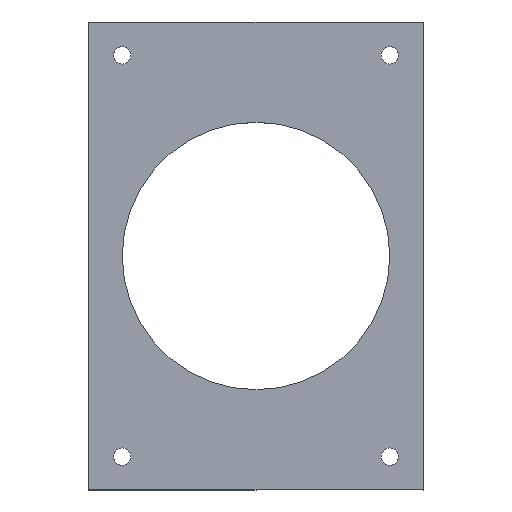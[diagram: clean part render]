
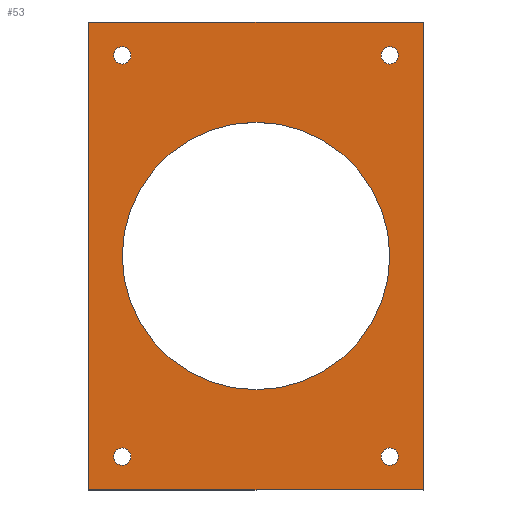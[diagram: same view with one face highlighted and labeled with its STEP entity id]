
A CAD part, top view. The second image highlights one B-rep face of the part: STEP entity #53.
In plain terms, the highlighted face is planar.
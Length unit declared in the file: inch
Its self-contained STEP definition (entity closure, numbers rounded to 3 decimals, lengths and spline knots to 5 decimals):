
#2 = VECTOR ( 'NONE', #315, 39.37008 ) ;
#3 = AXIS2_PLACEMENT_3D ( 'NONE', #345, #465, #336 ) ;
#9 = CARTESIAN_POINT ( 'NONE',  ( 14., 0., -0.25 ) ) ;
#19 = EDGE_CURVE ( 'NONE', #124, #508, #235, .T. ) ;
#20 = CIRCLE ( 'NONE', #261, 0.2578 ) ;
#24 = VERTEX_POINT ( 'NONE', #224 ) ;
#28 = ORIENTED_EDGE ( 'NONE', *, *, #363, .T. ) ;
#35 = DIRECTION ( 'NONE',  ( 0., 1., 0. ) ) ;
#37 = EDGE_CURVE ( 'NONE', #214, #514, #42, .T. ) ;
#39 = FACE_BOUND ( 'NONE', #464, .T. ) ;
#40 = DIRECTION ( 'NONE',  ( 0., 0., -1. ) ) ;
#42 = CIRCLE ( 'NONE', #511, 0.2578 ) ;
#46 = CARTESIAN_POINT ( 'NONE',  ( 13., -9., -0.25 ) ) ;
#53 = ADVANCED_FACE ( 'NONE', ( #39, #288, #152, #545, #369, #195 ), #56, .F. ) ;
#56 = PLANE ( 'NONE',  #192 ) ;
#60 = CARTESIAN_POINT ( 'NONE',  ( 1., -0.7422, -0.25 ) ) ;
#64 = AXIS2_PLACEMENT_3D ( 'NONE', #46, #232, #262 ) ;
#73 = CARTESIAN_POINT ( 'NONE',  ( 13., -9., -0.25 ) ) ;
#79 = EDGE_LOOP ( 'NONE', ( #228, #153 ) ) ;
#81 = CARTESIAN_POINT ( 'NONE',  ( 0., -10., -0.25 ) ) ;
#86 = CARTESIAN_POINT ( 'NONE',  ( 1., -9., -0.25 ) ) ;
#98 = VERTEX_POINT ( 'NONE', #202 ) ;
#103 = CARTESIAN_POINT ( 'NONE',  ( 1., -1., -0.25 ) ) ;
#110 = ORIENTED_EDGE ( 'NONE', *, *, #138, .F. ) ;
#119 = DIRECTION ( 'NONE',  ( 0., 0., -1. ) ) ;
#124 = VERTEX_POINT ( 'NONE', #500 ) ;
#128 = ORIENTED_EDGE ( 'NONE', *, *, #385, .T. ) ;
#130 = CARTESIAN_POINT ( 'NONE',  ( 13., -1.2578, -0.25 ) ) ;
#135 = DIRECTION ( 'NONE',  ( 0., 0., -1. ) ) ;
#137 = CIRCLE ( 'NONE', #3, 4. ) ;
#138 = EDGE_CURVE ( 'NONE', #393, #150, #155, .T. ) ;
#140 = VERTEX_POINT ( 'NONE', #9 ) ;
#141 = CARTESIAN_POINT ( 'NONE',  ( 1., -1., -0.25 ) ) ;
#142 = CARTESIAN_POINT ( 'NONE',  ( 0., 0., -0.25 ) ) ;
#143 = ORIENTED_EDGE ( 'NONE', *, *, #444, .F. ) ;
#144 = LINE ( 'NONE', #81, #504 ) ;
#147 = AXIS2_PLACEMENT_3D ( 'NONE', #141, #314, #188 ) ;
#149 = DIRECTION ( 'NONE',  ( 0., 0., 1. ) ) ;
#150 = VERTEX_POINT ( 'NONE', #60 ) ;
#152 = FACE_BOUND ( 'NONE', #317, .T. ) ;
#153 = ORIENTED_EDGE ( 'NONE', *, *, #457, .F. ) ;
#155 = CIRCLE ( 'NONE', #334, 0.2578 ) ;
#157 = CARTESIAN_POINT ( 'NONE',  ( 7., -5., -0.25 ) ) ;
#167 = CARTESIAN_POINT ( 'NONE',  ( 14., 0., -0.25 ) ) ;
#168 = ORIENTED_EDGE ( 'NONE', *, *, #379, .F. ) ;
#174 = ORIENTED_EDGE ( 'NONE', *, *, #182, .F. ) ;
#179 = ORIENTED_EDGE ( 'NONE', *, *, #404, .F. ) ;
#182 = EDGE_CURVE ( 'NONE', #357, #517, #289, .T. ) ;
#183 = CIRCLE ( 'NONE', #560, 0.2578 ) ;
#188 = DIRECTION ( 'NONE',  ( 0., 1., 0. ) ) ;
#190 = ORIENTED_EDGE ( 'NONE', *, *, #342, .F. ) ;
#192 = AXIS2_PLACEMENT_3D ( 'NONE', #505, #149, #556 ) ;
#195 = FACE_BOUND ( 'NONE', #279, .T. ) ;
#202 = CARTESIAN_POINT ( 'NONE',  ( 14., -10., -0.25 ) ) ;
#210 = CARTESIAN_POINT ( 'NONE',  ( 13., -0.7422, -0.25 ) ) ;
#214 = VERTEX_POINT ( 'NONE', #391 ) ;
#216 = EDGE_LOOP ( 'NONE', ( #28, #245, #128, #559 ) ) ;
#223 = LINE ( 'NONE', #480, #281 ) ;
#224 = CARTESIAN_POINT ( 'NONE',  ( 13., -9.2578, -0.25 ) ) ;
#228 = ORIENTED_EDGE ( 'NONE', *, *, #37, .F. ) ;
#232 = DIRECTION ( 'NONE',  ( 0., 0., -1. ) ) ;
#235 = LINE ( 'NONE', #142, #2 ) ;
#245 = ORIENTED_EDGE ( 'NONE', *, *, #421, .T. ) ;
#256 = ORIENTED_EDGE ( 'NONE', *, *, #382, .F. ) ;
#261 = AXIS2_PLACEMENT_3D ( 'NONE', #529, #401, #35 ) ;
#262 = DIRECTION ( 'NONE',  ( 0., 1., 0. ) ) ;
#276 = CARTESIAN_POINT ( 'NONE',  ( 7., -1., -0.25 ) ) ;
#278 = DIRECTION ( 'NONE',  ( 0., 0., -1. ) ) ;
#279 = EDGE_LOOP ( 'NONE', ( #174, #190 ) ) ;
#281 = VECTOR ( 'NONE', #405, 39.37008 ) ;
#288 = FACE_BOUND ( 'NONE', #312, .T. ) ;
#289 = CIRCLE ( 'NONE', #475, 4. ) ;
#302 = VERTEX_POINT ( 'NONE', #427 ) ;
#307 = VECTOR ( 'NONE', #473, 39.37008 ) ;
#312 = EDGE_LOOP ( 'NONE', ( #168, #179 ) ) ;
#314 = DIRECTION ( 'NONE',  ( 0., 0., -1. ) ) ;
#315 = DIRECTION ( 'NONE',  ( 0., 1., 0. ) ) ;
#317 = EDGE_LOOP ( 'NONE', ( #143, #110 ) ) ;
#330 = DIRECTION ( 'NONE',  ( 0., 0., -1. ) ) ;
#331 = VERTEX_POINT ( 'NONE', #210 ) ;
#334 = AXIS2_PLACEMENT_3D ( 'NONE', #103, #278, #413 ) ;
#336 = DIRECTION ( 'NONE',  ( 0., 1., 0. ) ) ;
#342 = EDGE_CURVE ( 'NONE', #517, #357, #137, .T. ) ;
#345 = CARTESIAN_POINT ( 'NONE',  ( 7., -5., -0.25 ) ) ;
#350 = CARTESIAN_POINT ( 'NONE',  ( 1., -1.2578, -0.25 ) ) ;
#354 = AXIS2_PLACEMENT_3D ( 'NONE', #577, #40, #492 ) ;
#357 = VERTEX_POINT ( 'NONE', #516 ) ;
#358 = EDGE_CURVE ( 'NONE', #302, #24, #183, .T. ) ;
#361 = DIRECTION ( 'NONE',  ( -1., 0., 0. ) ) ;
#363 = EDGE_CURVE ( 'NONE', #508, #140, #561, .T. ) ;
#369 = FACE_OUTER_BOUND ( 'NONE', #216, .T. ) ;
#379 = EDGE_CURVE ( 'NONE', #331, #567, #20, .T. ) ;
#380 = CIRCLE ( 'NONE', #64, 0.2578 ) ;
#382 = EDGE_CURVE ( 'NONE', #24, #302, #380, .T. ) ;
#383 = DIRECTION ( 'NONE',  ( 0., 1., 0. ) ) ;
#385 = EDGE_CURVE ( 'NONE', #98, #124, #144, .T. ) ;
#390 = CIRCLE ( 'NONE', #454, 0.2578 ) ;
#391 = CARTESIAN_POINT ( 'NONE',  ( 1., -8.7422, -0.25 ) ) ;
#393 = VERTEX_POINT ( 'NONE', #350 ) ;
#401 = DIRECTION ( 'NONE',  ( 0., 0., -1. ) ) ;
#404 = EDGE_CURVE ( 'NONE', #567, #331, #390, .T. ) ;
#405 = DIRECTION ( 'NONE',  ( 0., -1., 0. ) ) ;
#406 = DIRECTION ( 'NONE',  ( 0., 1., 0. ) ) ;
#413 = DIRECTION ( 'NONE',  ( 0., 1., 0. ) ) ;
#421 = EDGE_CURVE ( 'NONE', #140, #98, #223, .T. ) ;
#427 = CARTESIAN_POINT ( 'NONE',  ( 13., -8.7422, -0.25 ) ) ;
#433 = CARTESIAN_POINT ( 'NONE',  ( 0., 0., -0.25 ) ) ;
#437 = ORIENTED_EDGE ( 'NONE', *, *, #358, .F. ) ;
#438 = CARTESIAN_POINT ( 'NONE',  ( 1., -9.2578, -0.25 ) ) ;
#444 = EDGE_CURVE ( 'NONE', #150, #393, #543, .T. ) ;
#454 = AXIS2_PLACEMENT_3D ( 'NONE', #489, #537, #406 ) ;
#457 = EDGE_CURVE ( 'NONE', #514, #214, #463, .T. ) ;
#463 = CIRCLE ( 'NONE', #354, 0.2578 ) ;
#464 = EDGE_LOOP ( 'NONE', ( #437, #256 ) ) ;
#465 = DIRECTION ( 'NONE',  ( 0., 0., -1. ) ) ;
#473 = DIRECTION ( 'NONE',  ( 1., 0., 0. ) ) ;
#475 = AXIS2_PLACEMENT_3D ( 'NONE', #157, #330, #507 ) ;
#480 = CARTESIAN_POINT ( 'NONE',  ( 14., -10., -0.25 ) ) ;
#486 = DIRECTION ( 'NONE',  ( 0., 1., 0. ) ) ;
#489 = CARTESIAN_POINT ( 'NONE',  ( 13., -1., -0.25 ) ) ;
#492 = DIRECTION ( 'NONE',  ( 0., 1., 0. ) ) ;
#500 = CARTESIAN_POINT ( 'NONE',  ( 0., -10., -0.25 ) ) ;
#504 = VECTOR ( 'NONE', #361, 39.37008 ) ;
#505 = CARTESIAN_POINT ( 'NONE',  ( 0., 0., -0.25 ) ) ;
#507 = DIRECTION ( 'NONE',  ( 0., 1., 0. ) ) ;
#508 = VERTEX_POINT ( 'NONE', #433 ) ;
#511 = AXIS2_PLACEMENT_3D ( 'NONE', #86, #135, #486 ) ;
#514 = VERTEX_POINT ( 'NONE', #438 ) ;
#516 = CARTESIAN_POINT ( 'NONE',  ( 7., -9., -0.25 ) ) ;
#517 = VERTEX_POINT ( 'NONE', #276 ) ;
#529 = CARTESIAN_POINT ( 'NONE',  ( 13., -1., -0.25 ) ) ;
#537 = DIRECTION ( 'NONE',  ( 0., 0., -1. ) ) ;
#543 = CIRCLE ( 'NONE', #147, 0.2578 ) ;
#545 = FACE_BOUND ( 'NONE', #79, .T. ) ;
#556 = DIRECTION ( 'NONE',  ( 0., -1., 0. ) ) ;
#559 = ORIENTED_EDGE ( 'NONE', *, *, #19, .T. ) ;
#560 = AXIS2_PLACEMENT_3D ( 'NONE', #73, #119, #383 ) ;
#561 = LINE ( 'NONE', #167, #307 ) ;
#567 = VERTEX_POINT ( 'NONE', #130 ) ;
#577 = CARTESIAN_POINT ( 'NONE',  ( 1., -9., -0.25 ) ) ;
